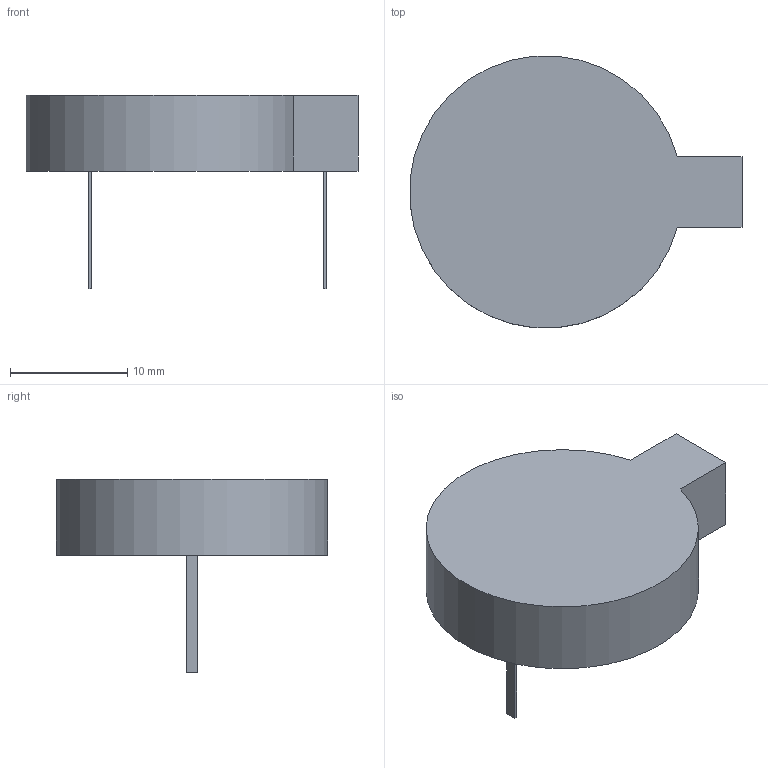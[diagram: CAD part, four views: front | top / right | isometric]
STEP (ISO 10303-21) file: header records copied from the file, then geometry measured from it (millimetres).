
FILE_DESCRIPTION(('STEP AP214'), '1');
FILE_NAME('CR2032', '2019-07-19T13:58:08', ('Michael'), (''), 'ASCON STEP Converter 1.3', 'ASCON Math Kernel', '');
FILE_SCHEMA(('AUTOMOTIVE_DESIGN { 1 0 10303 214 3 1 1}'));
Length unit declared in the file: millimetre
Bounding box: 28.27 x 23.11 x 16.45 mm (x, y, z)
Volume: 2933.4 mm3; surface area: 1497 mm2
Topology: 1 solids, 1 shells, 16 faces, 36 edges, 24 vertices
Faces by surface type: plane 15, cylinder 1
Entity records: 614 total; most frequent: CARTESIAN_POINT 77, DIRECTION 72, ORIENTED_EDGE 72, EDGE_CURVE 36, LINE 34, VECTOR 34, VERTEX_POINT 24, AXIS2_PLACEMENT_3D 19
